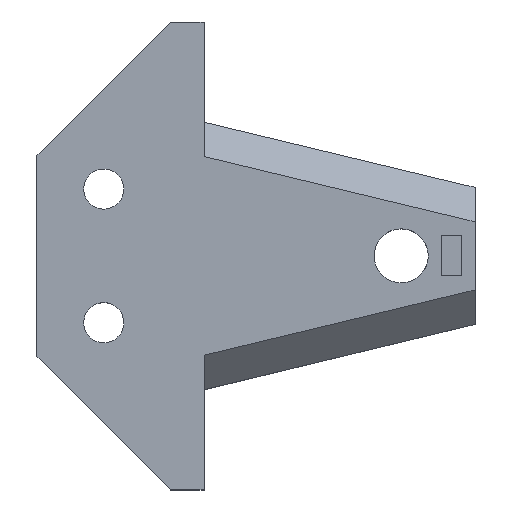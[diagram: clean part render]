
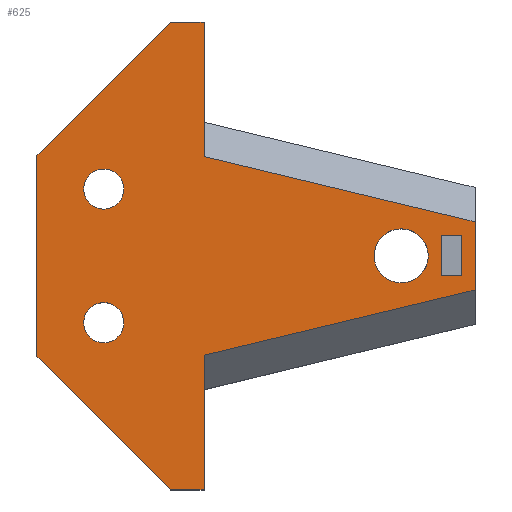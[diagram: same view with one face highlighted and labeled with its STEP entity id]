
A CAD part, top view. The second image highlights one B-rep face of the part: STEP entity #625.
In plain terms, the highlighted planar face has unit normal (0, 0, 1).
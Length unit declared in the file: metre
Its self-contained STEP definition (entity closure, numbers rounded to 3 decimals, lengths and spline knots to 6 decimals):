
#22=LINE('',#882,#92);
#35=LINE('',#916,#105);
#44=LINE('',#933,#114);
#45=LINE('',#935,#115);
#48=LINE('',#941,#118);
#50=LINE('',#951,#120);
#51=LINE('',#953,#121);
#54=LINE('',#968,#124);
#55=LINE('',#971,#125);
#56=LINE('',#973,#126);
#57=LINE('',#975,#127);
#58=LINE('',#976,#128);
#59=LINE('',#979,#129);
#60=LINE('',#980,#130);
#61=LINE('',#981,#131);
#62=LINE('',#982,#132);
#92=VECTOR('',#715,1.);
#105=VECTOR('',#740,1.);
#114=VECTOR('',#753,1.);
#115=VECTOR('',#754,1.);
#118=VECTOR('',#759,1.);
#120=VECTOR('',#771,1.);
#121=VECTOR('',#772,1.);
#124=VECTOR('',#787,1.);
#125=VECTOR('',#788,1.);
#126=VECTOR('',#789,1.);
#127=VECTOR('',#790,1.);
#128=VECTOR('',#791,1.);
#129=VECTOR('',#792,1.);
#130=VECTOR('',#793,1.);
#131=VECTOR('',#794,1.);
#132=VECTOR('',#795,1.);
#216=ORIENTED_EDGE('',*,*,#372,.F.);
#217=ORIENTED_EDGE('',*,*,#373,.T.);
#218=ORIENTED_EDGE('',*,*,#374,.T.);
#219=ORIENTED_EDGE('',*,*,#375,.F.);
#220=ORIENTED_EDGE('',*,*,#376,.T.);
#221=ORIENTED_EDGE('',*,*,#377,.T.);
#222=ORIENTED_EDGE('',*,*,#347,.F.);
#223=ORIENTED_EDGE('',*,*,#378,.T.);
#224=ORIENTED_EDGE('',*,*,#331,.T.);
#225=ORIENTED_EDGE('',*,*,#379,.T.);
#226=ORIENTED_EDGE('',*,*,#357,.T.);
#227=ORIENTED_EDGE('',*,*,#356,.T.);
#228=ORIENTED_EDGE('',*,*,#360,.T.);
#229=ORIENTED_EDGE('',*,*,#365,.F.);
#230=ORIENTED_EDGE('',*,*,#364,.T.);
#231=ORIENTED_EDGE('',*,*,#380,.F.);
#232=ORIENTED_EDGE('',*,*,#362,.F.);
#233=ORIENTED_EDGE('',*,*,#361,.F.);
#234=ORIENTED_EDGE('',*,*,#370,.F.);
#331=EDGE_CURVE('',#416,#415,#22,.T.);
#347=EDGE_CURVE('',#431,#432,#35,.T.);
#356=EDGE_CURVE('',#437,#436,#44,.T.);
#357=EDGE_CURVE('',#438,#437,#45,.F.);
#360=EDGE_CURVE('',#436,#439,#48,.T.);
#361=EDGE_CURVE('',#440,#440,#474,.T.);
#362=EDGE_CURVE('',#441,#441,#475,.T.);
#364=EDGE_CURVE('',#443,#442,#50,.T.);
#365=EDGE_CURVE('',#443,#439,#51,.T.);
#370=EDGE_CURVE('',#448,#448,#478,.T.);
#372=EDGE_CURVE('',#450,#451,#54,.T.);
#373=EDGE_CURVE('',#450,#452,#55,.T.);
#374=EDGE_CURVE('',#452,#453,#56,.T.);
#375=EDGE_CURVE('',#451,#453,#57,.T.);
#376=EDGE_CURVE('',#454,#455,#58,.T.);
#377=EDGE_CURVE('',#455,#432,#59,.T.);
#378=EDGE_CURVE('',#431,#416,#60,.T.);
#379=EDGE_CURVE('',#415,#438,#61,.T.);
#380=EDGE_CURVE('',#454,#442,#62,.T.);
#415=VERTEX_POINT('',#881);
#416=VERTEX_POINT('',#883);
#431=VERTEX_POINT('',#917);
#432=VERTEX_POINT('',#918);
#436=VERTEX_POINT('',#932);
#437=VERTEX_POINT('',#934);
#438=VERTEX_POINT('',#936);
#439=VERTEX_POINT('',#940);
#440=VERTEX_POINT('',#944);
#441=VERTEX_POINT('',#947);
#442=VERTEX_POINT('',#950);
#443=VERTEX_POINT('',#952);
#448=VERTEX_POINT('',#964);
#450=VERTEX_POINT('',#969);
#451=VERTEX_POINT('',#970);
#452=VERTEX_POINT('',#972);
#453=VERTEX_POINT('',#974);
#454=VERTEX_POINT('',#977);
#455=VERTEX_POINT('',#978);
#474=CIRCLE('',#671,0.003);
#475=CIRCLE('',#673,0.003);
#478=CIRCLE('',#678,0.00405);
#503=EDGE_LOOP('',(#216,#217,#218,#219));
#504=EDGE_LOOP('',(#220,#221,#222,#223,#224,#225,#226,#227,#228,#229,#230,
#231));
#505=EDGE_LOOP('',(#232));
#506=EDGE_LOOP('',(#233));
#507=EDGE_LOOP('',(#234));
#555=FACE_BOUND('',#503,.T.);
#556=FACE_BOUND('',#504,.T.);
#557=FACE_BOUND('',#505,.T.);
#558=FACE_BOUND('',#506,.T.);
#559=FACE_BOUND('',#507,.T.);
#596=PLANE('',#680);
#625=ADVANCED_FACE('',(#555,#556,#557,#558,#559),#596,.T.);
#671=AXIS2_PLACEMENT_3D('',#943,#762,#763);
#673=AXIS2_PLACEMENT_3D('',#946,#766,#767);
#678=AXIS2_PLACEMENT_3D('',#963,#781,#782);
#680=AXIS2_PLACEMENT_3D('',#967,#785,#786);
#715=DIRECTION('',(0.,1.,0.));
#740=DIRECTION('',(0.,-1.,0.));
#753=DIRECTION('',(-0.707,-0.707,0.));
#754=DIRECTION('',(0.707,0.707,0.));
#759=DIRECTION('',(0.,-1.,0.));
#762=DIRECTION('',(0.,0.,1.));
#763=DIRECTION('',(0.,-1.,0.));
#766=DIRECTION('',(0.,0.,1.));
#767=DIRECTION('',(0.,-1.,0.));
#771=DIRECTION('',(0.707,-0.707,0.));
#772=DIRECTION('',(-0.707,0.707,0.));
#781=DIRECTION('',(0.,0.,1.));
#782=DIRECTION('',(0.,-1.,0.));
#785=DIRECTION('',(0.,0.,1.));
#786=DIRECTION('',(1.,0.,0.));
#787=DIRECTION('',(-1.,0.,0.));
#788=DIRECTION('',(0.,-1.,0.));
#789=DIRECTION('',(-1.,0.,0.));
#790=DIRECTION('',(0.,-1.,0.));
#791=DIRECTION('',(0.,1.,0.));
#792=DIRECTION('',(0.972,0.234,0.));
#793=DIRECTION('',(-0.972,0.234,0.));
#794=DIRECTION('',(-1.,0.,0.));
#795=DIRECTION('',(-1.,0.,0.));
#881=CARTESIAN_POINT('',(-0.345,0.275,0.255));
#882=CARTESIAN_POINT('',(-0.345,0.24,0.255));
#883=CARTESIAN_POINT('',(-0.345,0.254857,0.255));
#916=CARTESIAN_POINT('',(-0.30445,0.24,0.255));
#917=CARTESIAN_POINT('',(-0.30445,0.245107,0.255));
#918=CARTESIAN_POINT('',(-0.30445,0.234893,0.255));
#932=CARTESIAN_POINT('',(-0.37,0.255,0.255));
#933=CARTESIAN_POINT('',(-0.3675,0.2575,0.255));
#934=CARTESIAN_POINT('',(-0.365,0.26,0.255));
#935=CARTESIAN_POINT('',(-0.365,0.26,0.255));
#936=CARTESIAN_POINT('',(-0.35,0.275,0.255));
#940=CARTESIAN_POINT('',(-0.37,0.225,0.255));
#941=CARTESIAN_POINT('',(-0.37,0.24,0.255));
#943=CARTESIAN_POINT('',(-0.36,0.23,0.255));
#944=CARTESIAN_POINT('',(-0.36,0.227,0.255));
#946=CARTESIAN_POINT('',(-0.36,0.25,0.255));
#947=CARTESIAN_POINT('',(-0.36,0.247,0.255));
#950=CARTESIAN_POINT('',(-0.35,0.205,0.255));
#951=CARTESIAN_POINT('',(-0.35,0.205,0.255));
#952=CARTESIAN_POINT('',(-0.365,0.22,0.255));
#953=CARTESIAN_POINT('',(-0.3675,0.2225,0.255));
#963=CARTESIAN_POINT('',(-0.3155,0.24,0.255));
#964=CARTESIAN_POINT('',(-0.3155,0.23595,0.255));
#967=CARTESIAN_POINT('',(-0.337225,0.195,0.255));
#968=CARTESIAN_POINT('',(-0.30795,0.243,0.255));
#969=CARTESIAN_POINT('',(-0.30645,0.243,0.255));
#970=CARTESIAN_POINT('',(-0.30945,0.243,0.255));
#971=CARTESIAN_POINT('',(-0.30645,0.24,0.255));
#972=CARTESIAN_POINT('',(-0.30645,0.237,0.255));
#973=CARTESIAN_POINT('',(-0.30795,0.237,0.255));
#974=CARTESIAN_POINT('',(-0.30945,0.237,0.255));
#975=CARTESIAN_POINT('',(-0.30945,0.24,0.255));
#976=CARTESIAN_POINT('',(-0.345,0.24,0.255));
#977=CARTESIAN_POINT('',(-0.345,0.205,0.255));
#978=CARTESIAN_POINT('',(-0.345,0.225143,0.255));
#979=CARTESIAN_POINT('',(-0.344501,0.225262,0.255));
#980=CARTESIAN_POINT('',(-0.346169,0.255139,0.255));
#981=CARTESIAN_POINT('',(-0.3475,0.275,0.255));
#982=CARTESIAN_POINT('',(-0.3475,0.205,0.255));
